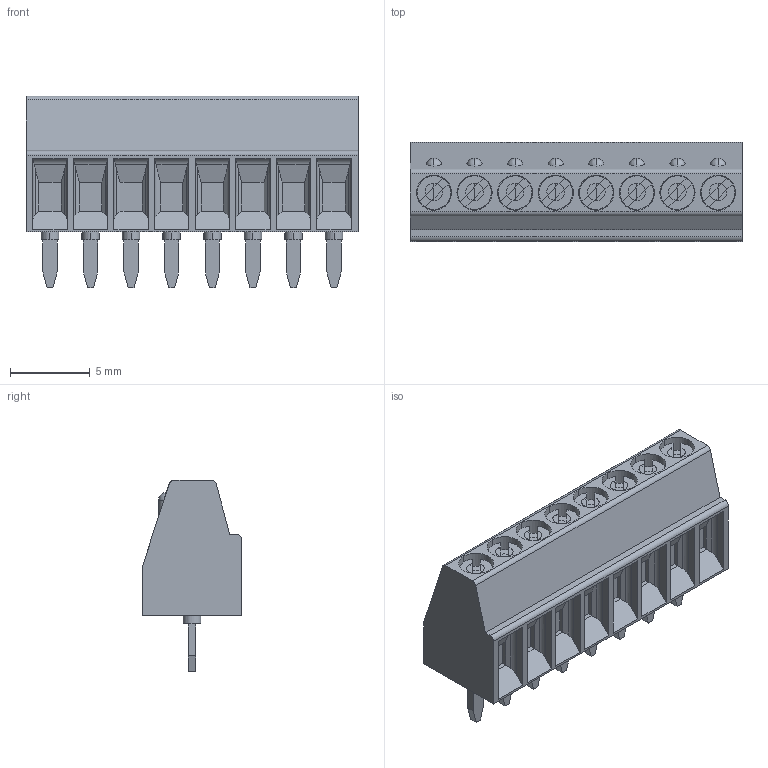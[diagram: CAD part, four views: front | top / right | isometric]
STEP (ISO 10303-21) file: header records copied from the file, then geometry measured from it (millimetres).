
FILE_DESCRIPTION((''),'2;1');
FILE_NAME('PHOENIX_1725711.stp','2008-11-07T19:22:55',(''),(''),'Mechanical Desktop 2009','Mechanical Desktop 2009',', , ');
FILE_SCHEMA(('AUTOMOTIVE_DESIGN { 1 2 10303 214 1 1 1 1 }'));
Length unit declared in the file: millimetre
Products named in the file (1): Product
Bounding box: 20.78 x 6.2 x 12 mm (x, y, z)
Volume: 832.6 mm3; surface area: 992 mm2
Topology: 1 solids, 1 shells, 475 faces, 1135 edges, 706 vertices
Faces by surface type: plane 346, cylinder 113, sphere 16
Entity records: 14124 total; most frequent: CARTESIAN_POINT 2845, DIRECTION 2401, ORIENTED_EDGE 2270, EDGE_CURVE 1135, AXIS2_PLACEMENT_3D 806, VECTOR 789, LINE 789, VERTEX_POINT 706
